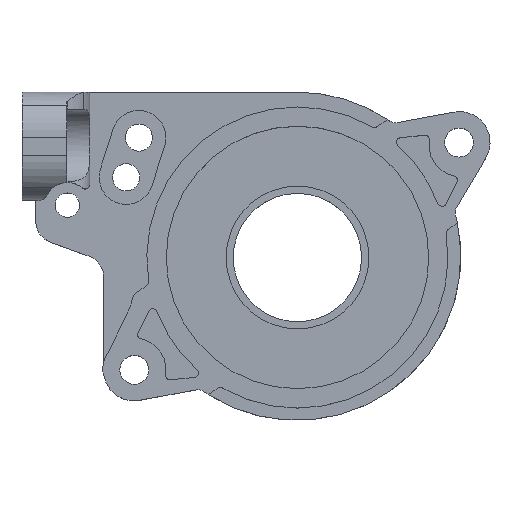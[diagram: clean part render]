
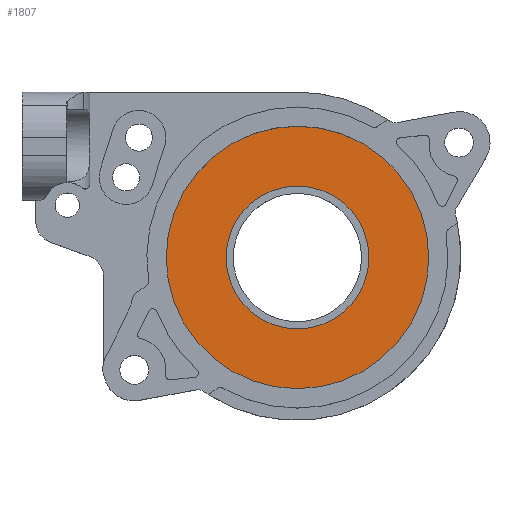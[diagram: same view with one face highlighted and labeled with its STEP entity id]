
A CAD part, top view. The second image highlights one B-rep face of the part: STEP entity #1807.
In plain terms, the highlighted planar face has unit normal (0, 0, 1).
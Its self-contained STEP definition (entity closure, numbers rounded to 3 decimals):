
#653=CARTESIAN_POINT('',(549.924,258.178,77.9));
#654=VERTEX_POINT('',#653);
#678=CARTESIAN_POINT('',(578.96,258.178,77.9));
#679=VERTEX_POINT('',#678);
#680=CARTESIAN_POINT('',(564.442,258.178,77.9));
#681=DIRECTION('',(-0.,0.,1.));
#682=DIRECTION('',(1.,0.,0.));
#683=AXIS2_PLACEMENT_3D('',#680,#681,#682);
#684=CIRCLE('',#683,14.518);
#685=EDGE_CURVE('',#679,#654,#684,.T.);
#687=CARTESIAN_POINT('',(564.442,258.178,77.9));
#688=DIRECTION('',(-0.,0.,1.));
#689=DIRECTION('',(1.,0.,0.));
#690=AXIS2_PLACEMENT_3D('',#687,#688,#689);
#691=CIRCLE('',#690,14.518);
#692=EDGE_CURVE('',#654,#679,#691,.T.);
#1682=CARTESIAN_POINT('',(556.542,258.178,77.9));
#1683=VERTEX_POINT('',#1682);
#1698=CARTESIAN_POINT('',(564.442,258.178,77.9));
#1699=DIRECTION('',(0.,-0.,-1.));
#1700=DIRECTION('',(-1.,-0.,-0.));
#1701=AXIS2_PLACEMENT_3D('',#1698,#1699,#1700);
#1702=CIRCLE('',#1701,7.9);
#1703=EDGE_CURVE('',#1683,#1683,#1702,.T.);
#1795=CARTESIAN_POINT('',(559.864,258.312,77.9));
#1796=DIRECTION('',(0.,-0.,-1.));
#1797=DIRECTION('',(-1.,-0.,-0.));
#1798=AXIS2_PLACEMENT_3D('',#1795,#1796,#1797);
#1799=PLANE('',#1798);
#1800=ORIENTED_EDGE('',*,*,#685,.T.);
#1801=ORIENTED_EDGE('',*,*,#692,.T.);
#1802=EDGE_LOOP('',(#1800,#1801));
#1803=FACE_BOUND('',#1802,.T.);
#1804=ORIENTED_EDGE('',*,*,#1703,.T.);
#1805=EDGE_LOOP('',(#1804));
#1806=FACE_BOUND('',#1805,.T.);
#1807=ADVANCED_FACE('',(#1803,#1806),#1799,.F.);
